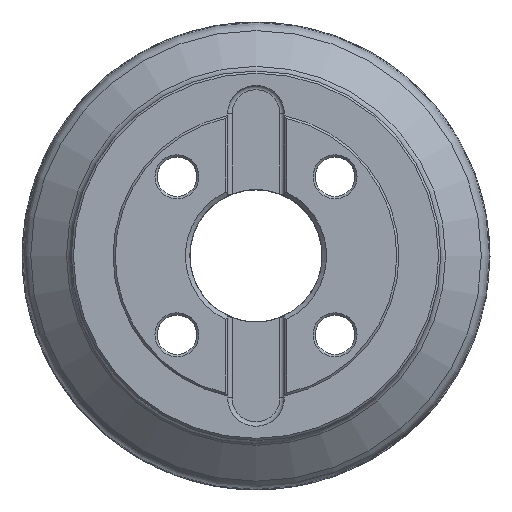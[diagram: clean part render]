
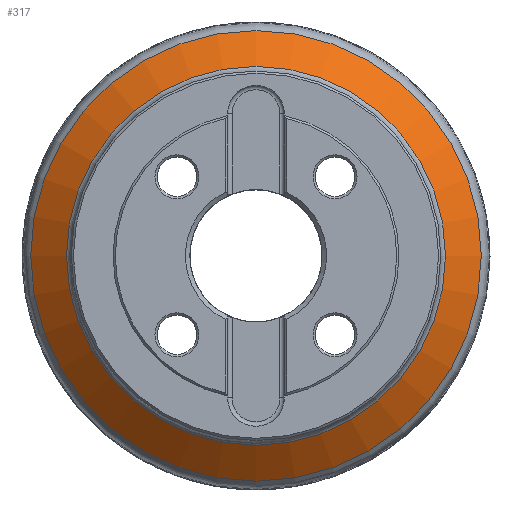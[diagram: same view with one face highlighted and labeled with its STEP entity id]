
A CAD part, top view. The second image highlights one B-rep face of the part: STEP entity #317.
In plain terms, the highlighted conical face has half-angle 50 degrees and reference radius 84 mm.
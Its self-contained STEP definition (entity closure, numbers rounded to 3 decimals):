
#198=CONICAL_SURFACE('',#1944,84.,50.);
#317=ADVANCED_FACE('',(#557,#558),#198,.T.);
#557=FACE_BOUND('',#725,.T.);
#558=FACE_BOUND('',#726,.T.);
#725=EDGE_LOOP('',(#919));
#726=EDGE_LOOP('',(#920));
#919=ORIENTED_EDGE('',*,*,#1390,.T.);
#920=ORIENTED_EDGE('',*,*,#1391,.T.);
#1249=VERTEX_POINT('',#2767);
#1250=VERTEX_POINT('',#2769);
#1390=EDGE_CURVE('',#1249,#1249,#1563,.T.);
#1391=EDGE_CURVE('',#1250,#1250,#1564,.T.);
#1563=CIRCLE('',#1942,102.428);
#1564=CIRCLE('',#1943,86.143);
#1942=AXIS2_PLACEMENT_3D('',#2766,#2254,#2255);
#1943=AXIS2_PLACEMENT_3D('',#2768,#2256,#2257);
#1944=AXIS2_PLACEMENT_3D('',#2770,#2258,#2259);
#2254=DIRECTION('',(0.,0.,1.));
#2255=DIRECTION('',(1.,0.,0.));
#2256=DIRECTION('',(0.,0.,-1.));
#2257=DIRECTION('',(-1.,0.,0.));
#2258=DIRECTION('',(0.,0.,-1.));
#2259=DIRECTION('',(-1.,0.,0.));
#2766=CARTESIAN_POINT('',(0.,0.,-33.463));
#2767=CARTESIAN_POINT('',(102.428,0.,-33.463));
#2768=CARTESIAN_POINT('',(0.,0.,-19.798));
#2769=CARTESIAN_POINT('',(-86.143,0.,-19.798));
#2770=CARTESIAN_POINT('',(0.,0.,-18.));
